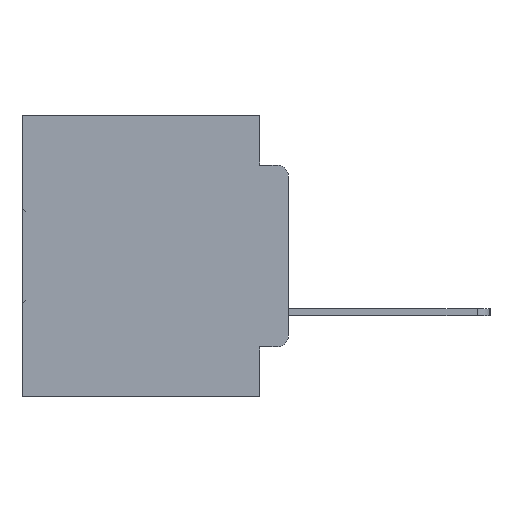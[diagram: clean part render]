
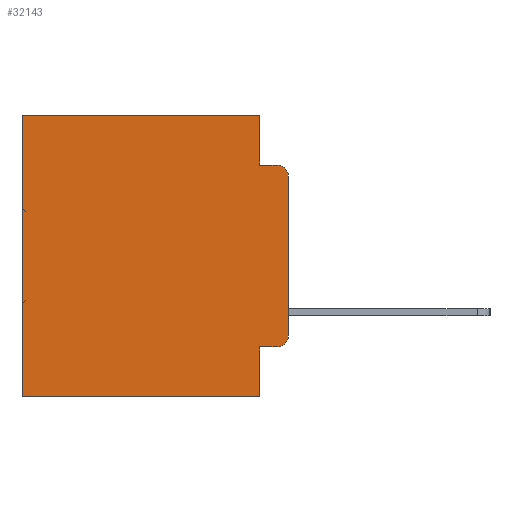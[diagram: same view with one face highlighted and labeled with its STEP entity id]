
A CAD part, left-side view. The second image highlights one B-rep face of the part: STEP entity #32143.
In plain terms, the highlighted planar face has unit normal (-1, 0, 0).
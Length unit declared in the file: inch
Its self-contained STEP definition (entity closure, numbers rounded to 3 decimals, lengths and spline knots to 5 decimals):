
#89 = EDGE_CURVE ( 'NONE', #7076, #12169, #31297, .T. ) ;
#272 = EDGE_CURVE ( 'NONE', #4244, #28457, #19522, .T. ) ;
#318 = CARTESIAN_POINT ( 'NONE',  ( 0.298, 0.051, -0.0885 ) ) ;
#455 = CARTESIAN_POINT ( 'NONE',  ( 0.298, 0.473, 0. ) ) ;
#679 = CARTESIAN_POINT ( 'NONE',  ( 0.298, 0.473, -0.5 ) ) ;
#830 = CARTESIAN_POINT ( 'NONE',  ( 0.298, 0.051, -0.4115 ) ) ;
#1259 = VERTEX_POINT ( 'NONE', #32404 ) ;
#1277 = CARTESIAN_POINT ( 'NONE',  ( 0.298, 0.051, 0. ) ) ;
#1614 = CIRCLE ( 'NONE', #27799, 0.02 ) ;
#1656 = DIRECTION ( 'NONE',  ( -1., 0., 0. ) ) ;
#2009 = ORIENTED_EDGE ( 'NONE', *, *, #4888, .F. ) ;
#2422 = ORIENTED_EDGE ( 'NONE', *, *, #25862, .F. ) ;
#2611 = VECTOR ( 'NONE', #7219, 39.37008 ) ;
#2740 = CARTESIAN_POINT ( 'NONE',  ( 0.298, 0.02, -0.0885 ) ) ;
#3058 = CARTESIAN_POINT ( 'NONE',  ( 0.298, 0., -0.3915 ) ) ;
#3262 = ORIENTED_EDGE ( 'NONE', *, *, #16693, .T. ) ;
#3297 = ORIENTED_EDGE ( 'NONE', *, *, #6002, .T. ) ;
#4172 = CARTESIAN_POINT ( 'NONE',  ( 0.298, 0.02, -0.3915 ) ) ;
#4244 = VERTEX_POINT ( 'NONE', #14194 ) ;
#4349 = VECTOR ( 'NONE', #19360, 39.37008 ) ;
#4774 = DIRECTION ( 'NONE',  ( 0., 0., -1. ) ) ;
#4888 = EDGE_CURVE ( 'NONE', #12169, #12942, #31812, .T. ) ;
#5265 = DIRECTION ( 'NONE',  ( 0., 1., 0. ) ) ;
#5916 = CARTESIAN_POINT ( 'NONE',  ( 0.298, 0.051, -0.4115 ) ) ;
#5979 = DIRECTION ( 'NONE',  ( 0., 0., -1. ) ) ;
#6002 = EDGE_CURVE ( 'NONE', #7076, #29746, #17573, .T. ) ;
#6986 = DIRECTION ( 'NONE',  ( 0., 0., -1. ) ) ;
#7076 = VERTEX_POINT ( 'NONE', #5916 ) ;
#7146 = VECTOR ( 'NONE', #18871, 39.37008 ) ;
#7219 = DIRECTION ( 'NONE',  ( 0., 0., -1. ) ) ;
#7621 = ORIENTED_EDGE ( 'NONE', *, *, #272, .T. ) ;
#9490 = CARTESIAN_POINT ( 'NONE',  ( 0.298, 0., 0. ) ) ;
#9575 = CARTESIAN_POINT ( 'NONE',  ( 0.298, 0., 0. ) ) ;
#9863 = LINE ( 'NONE', #14479, #2611 ) ;
#10749 = EDGE_CURVE ( 'NONE', #29746, #23911, #19495, .T. ) ;
#11722 = ORIENTED_EDGE ( 'NONE', *, *, #89, .F. ) ;
#11868 = VECTOR ( 'NONE', #5265, 39.37008 ) ;
#12005 = VECTOR ( 'NONE', #33017, 39.37008 ) ;
#12169 = VERTEX_POINT ( 'NONE', #31061 ) ;
#12180 = DIRECTION ( 'NONE',  ( 0., 0., -1. ) ) ;
#12640 = LINE ( 'NONE', #30200, #25627 ) ;
#12770 = VERTEX_POINT ( 'NONE', #2740 ) ;
#12942 = VERTEX_POINT ( 'NONE', #679 ) ;
#14194 = CARTESIAN_POINT ( 'NONE',  ( 0.298, 0.051, 0. ) ) ;
#14479 = CARTESIAN_POINT ( 'NONE',  ( 0.298, 0., 0. ) ) ;
#15439 = AXIS2_PLACEMENT_3D ( 'NONE', #4172, #22524, #6986 ) ;
#15807 = EDGE_LOOP ( 'NONE', ( #2422, #3262, #26696, #33516, #7621, #22193, #2009, #11722, #3297, #17371 ) ) ;
#16282 = LINE ( 'NONE', #455, #20768 ) ;
#16693 = EDGE_CURVE ( 'NONE', #1259, #12770, #1614, .T. ) ;
#17371 = ORIENTED_EDGE ( 'NONE', *, *, #10749, .T. ) ;
#17521 = CARTESIAN_POINT ( 'NONE',  ( 0.298, 0., -0.5 ) ) ;
#17525 = VECTOR ( 'NONE', #4774, 39.37008 ) ;
#17550 = CARTESIAN_POINT ( 'NONE',  ( 0.298, 0.02, -0.1085 ) ) ;
#17573 = LINE ( 'NONE', #830, #4349 ) ;
#18871 = DIRECTION ( 'NONE',  ( 0., -1., 0. ) ) ;
#19360 = DIRECTION ( 'NONE',  ( 0., -1., 0. ) ) ;
#19495 = CIRCLE ( 'NONE', #15439, 0.02 ) ;
#19522 = LINE ( 'NONE', #9490, #11868 ) ;
#20167 = DIRECTION ( 'NONE',  ( 0., 0., -1. ) ) ;
#20768 = VECTOR ( 'NONE', #5979, 39.37008 ) ;
#20947 = LINE ( 'NONE', #318, #7146 ) ;
#22193 = ORIENTED_EDGE ( 'NONE', *, *, #25715, .T. ) ;
#22524 = DIRECTION ( 'NONE',  ( -1., 0., 0. ) ) ;
#23655 = VERTEX_POINT ( 'NONE', #33269 ) ;
#23911 = VERTEX_POINT ( 'NONE', #3058 ) ;
#25091 = PLANE ( 'NONE',  #25338 ) ;
#25338 = AXIS2_PLACEMENT_3D ( 'NONE', #9575, #27687, #12180 ) ;
#25627 = VECTOR ( 'NONE', #32769, 39.37008 ) ;
#25715 = EDGE_CURVE ( 'NONE', #28457, #12942, #16282, .T. ) ;
#25862 = EDGE_CURVE ( 'NONE', #1259, #23911, #9863, .T. ) ;
#26696 = ORIENTED_EDGE ( 'NONE', *, *, #28137, .F. ) ;
#27687 = DIRECTION ( 'NONE',  ( 1., 0., 0. ) ) ;
#27733 = CARTESIAN_POINT ( 'NONE',  ( 0.298, 0.473, 0. ) ) ;
#27799 = AXIS2_PLACEMENT_3D ( 'NONE', #17550, #1656, #20167 ) ;
#28137 = EDGE_CURVE ( 'NONE', #23655, #12770, #20947, .T. ) ;
#28457 = VERTEX_POINT ( 'NONE', #27733 ) ;
#29746 = VERTEX_POINT ( 'NONE', #32374 ) ;
#30175 = EDGE_CURVE ( 'NONE', #4244, #23655, #12640, .T. ) ;
#30200 = CARTESIAN_POINT ( 'NONE',  ( 0.298, 0.051, 0. ) ) ;
#30309 = FACE_OUTER_BOUND ( 'NONE', #15807, .T. ) ;
#31061 = CARTESIAN_POINT ( 'NONE',  ( 0.298, 0.051, -0.5 ) ) ;
#31297 = LINE ( 'NONE', #1277, #17525 ) ;
#31812 = LINE ( 'NONE', #17521, #12005 ) ;
#32143 = ADVANCED_FACE ( 'NONE', ( #30309 ), #25091, .F. ) ;
#32374 = CARTESIAN_POINT ( 'NONE',  ( 0.298, 0.02, -0.4115 ) ) ;
#32404 = CARTESIAN_POINT ( 'NONE',  ( 0.298, 0., -0.1085 ) ) ;
#32769 = DIRECTION ( 'NONE',  ( 0., 0., -1. ) ) ;
#33017 = DIRECTION ( 'NONE',  ( 0., 1., 0. ) ) ;
#33269 = CARTESIAN_POINT ( 'NONE',  ( 0.298, 0.051, -0.0885 ) ) ;
#33516 = ORIENTED_EDGE ( 'NONE', *, *, #30175, .F. ) ;
